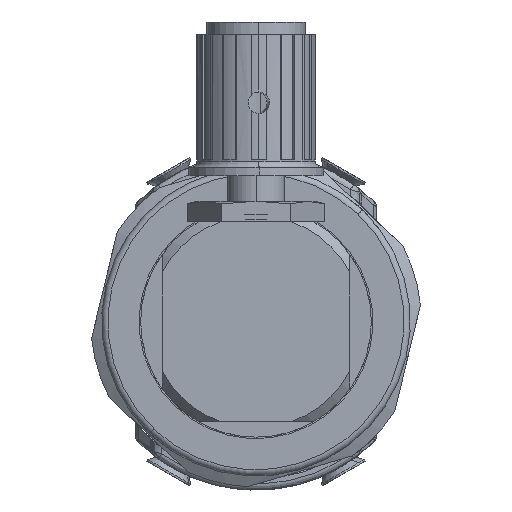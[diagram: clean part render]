
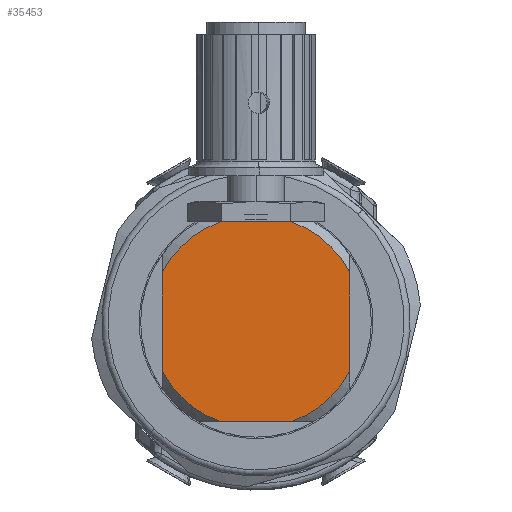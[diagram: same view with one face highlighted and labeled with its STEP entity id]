
A CAD part, front view. The second image highlights one B-rep face of the part: STEP entity #35453.
In plain terms, the highlighted planar face has unit normal (0, -1, 0).
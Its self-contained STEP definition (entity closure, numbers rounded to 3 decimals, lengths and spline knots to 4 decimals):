
#288 = ORIENTED_EDGE ( 'NONE', *, *, #14364, .T. ) ;
#294 = CARTESIAN_POINT ( 'NONE',  ( 0.2262, -8.0021, 0.6299 ) ) ;
#441 = EDGE_CURVE ( 'NONE', #19810, #612, #24212, .T. ) ;
#612 = VERTEX_POINT ( 'NONE', #26190 ) ;
#1824 = VECTOR ( 'NONE', #8364, 39.3701 ) ;
#2101 = CARTESIAN_POINT ( 'NONE',  ( -0.5906, -8.0021, 0.689 ) ) ;
#2993 = DIRECTION ( 'NONE',  ( 0., 0., -1. ) ) ;
#3334 = ORIENTED_EDGE ( 'NONE', *, *, #5613, .T. ) ;
#4243 = CARTESIAN_POINT ( 'NONE',  ( 0., -8.0021, 0. ) ) ;
#4382 = DIRECTION ( 'NONE',  ( 0., -1., 0. ) ) ;
#4455 = VERTEX_POINT ( 'NONE', #294 ) ;
#5613 = EDGE_CURVE ( 'NONE', #19875, #19810, #27151, .T. ) ;
#6470 = ORIENTED_EDGE ( 'NONE', *, *, #29295, .T. ) ;
#6476 = VECTOR ( 'NONE', #13235, 39.3701 ) ;
#6961 = DIRECTION ( 'NONE',  ( 0., -1., 0. ) ) ;
#7014 = VECTOR ( 'NONE', #9362, 39.3701 ) ;
#7221 = CARTESIAN_POINT ( 'NONE',  ( -0.5906, -8.0021, 0.315 ) ) ;
#8364 = DIRECTION ( 'NONE',  ( 0., 0., -1. ) ) ;
#8415 = AXIS2_PLACEMENT_3D ( 'NONE', #16888, #28052, #2993 ) ;
#8440 = VERTEX_POINT ( 'NONE', #12705 ) ;
#9362 = DIRECTION ( 'NONE',  ( -1., 0., 0. ) ) ;
#9729 = ORIENTED_EDGE ( 'NONE', *, *, #18593, .F. ) ;
#10373 = CIRCLE ( 'NONE', #15035, 0.6693 ) ;
#10464 = CARTESIAN_POINT ( 'NONE',  ( 0.9843, -8.0021, -0.6299 ) ) ;
#12198 = CARTESIAN_POINT ( 'NONE',  ( 0., -8.0021, 0. ) ) ;
#12336 = ORIENTED_EDGE ( 'NONE', *, *, #17325, .T. ) ;
#12705 = CARTESIAN_POINT ( 'NONE',  ( -0.2262, -8.0021, 0.6299 ) ) ;
#13235 = DIRECTION ( 'NONE',  ( 0., 0., -1. ) ) ;
#14108 = CIRCLE ( 'NONE', #18779, 0.6693 ) ;
#14364 = EDGE_CURVE ( 'NONE', #4455, #8440, #23282, .T. ) ;
#15023 = EDGE_CURVE ( 'NONE', #25618, #16884, #22291, .T. ) ;
#15035 = AXIS2_PLACEMENT_3D ( 'NONE', #12198, #23365, #34500 ) ;
#15379 = DIRECTION ( 'NONE',  ( 0., -1., 0. ) ) ;
#15521 = DIRECTION ( 'NONE',  ( 0., 0., -1. ) ) ;
#16884 = VERTEX_POINT ( 'NONE', #34584 ) ;
#16888 = CARTESIAN_POINT ( 'NONE',  ( 0., -8.0021, 0. ) ) ;
#17325 = EDGE_CURVE ( 'NONE', #23942, #16884, #10373, .T. ) ;
#18133 = FACE_OUTER_BOUND ( 'NONE', #27397, .T. ) ;
#18140 = DIRECTION ( 'NONE',  ( 0., 0., -1. ) ) ;
#18593 = EDGE_CURVE ( 'NONE', #23942, #612, #35503, .T. ) ;
#18779 = AXIS2_PLACEMENT_3D ( 'NONE', #29430, #4382, #15521 ) ;
#19810 = VERTEX_POINT ( 'NONE', #29185 ) ;
#19875 = VERTEX_POINT ( 'NONE', #7221 ) ;
#20207 = ORIENTED_EDGE ( 'NONE', *, *, #15023, .F. ) ;
#21634 = DIRECTION ( 'NONE',  ( -1., 0., 0. ) ) ;
#22291 = LINE ( 'NONE', #33418, #1824 ) ;
#22545 = CIRCLE ( 'NONE', #27205, 0.6693 ) ;
#23282 = LINE ( 'NONE', #34413, #7014 ) ;
#23365 = DIRECTION ( 'NONE',  ( 0., -1., 0. ) ) ;
#23422 = EDGE_CURVE ( 'NONE', #8440, #19875, #22545, .T. ) ;
#23942 = VERTEX_POINT ( 'NONE', #35127 ) ;
#24212 = CIRCLE ( 'NONE', #8415, 0.6693 ) ;
#25618 = VERTEX_POINT ( 'NONE', #31235 ) ;
#26190 = CARTESIAN_POINT ( 'NONE',  ( -0.2262, -8.0021, -0.6299 ) ) ;
#26546 = DIRECTION ( 'NONE',  ( 0., 0., -1. ) ) ;
#27151 = LINE ( 'NONE', #2101, #6476 ) ;
#27205 = AXIS2_PLACEMENT_3D ( 'NONE', #32013, #6961, #18140 ) ;
#27397 = EDGE_LOOP ( 'NONE', ( #288, #27762, #3334, #29644, #9729, #12336, #20207, #6470 ) ) ;
#27762 = ORIENTED_EDGE ( 'NONE', *, *, #23422, .T. ) ;
#27970 = VECTOR ( 'NONE', #21634, 39.3701 ) ;
#28052 = DIRECTION ( 'NONE',  ( 0., -1., 0. ) ) ;
#29185 = CARTESIAN_POINT ( 'NONE',  ( -0.5906, -8.0021, -0.315 ) ) ;
#29290 = PLANE ( 'NONE',  #33306 ) ;
#29295 = EDGE_CURVE ( 'NONE', #25618, #4455, #14108, .T. ) ;
#29430 = CARTESIAN_POINT ( 'NONE',  ( 0., -8.0021, 0. ) ) ;
#29644 = ORIENTED_EDGE ( 'NONE', *, *, #441, .T. ) ;
#31235 = CARTESIAN_POINT ( 'NONE',  ( 0.5906, -8.0021, 0.315 ) ) ;
#32013 = CARTESIAN_POINT ( 'NONE',  ( 0., -8.0021, 0. ) ) ;
#33306 = AXIS2_PLACEMENT_3D ( 'NONE', #4243, #15379, #26546 ) ;
#33418 = CARTESIAN_POINT ( 'NONE',  ( 0.5906, -8.0021, 0.689 ) ) ;
#34413 = CARTESIAN_POINT ( 'NONE',  ( 0.9843, -8.0021, 0.6299 ) ) ;
#34500 = DIRECTION ( 'NONE',  ( 0., 0., -1. ) ) ;
#34584 = CARTESIAN_POINT ( 'NONE',  ( 0.5906, -8.0021, -0.315 ) ) ;
#35127 = CARTESIAN_POINT ( 'NONE',  ( 0.2262, -8.0021, -0.6299 ) ) ;
#35453 = ADVANCED_FACE ( 'NONE', ( #18133 ), #29290, .T. ) ;
#35503 = LINE ( 'NONE', #10464, #27970 ) ;
